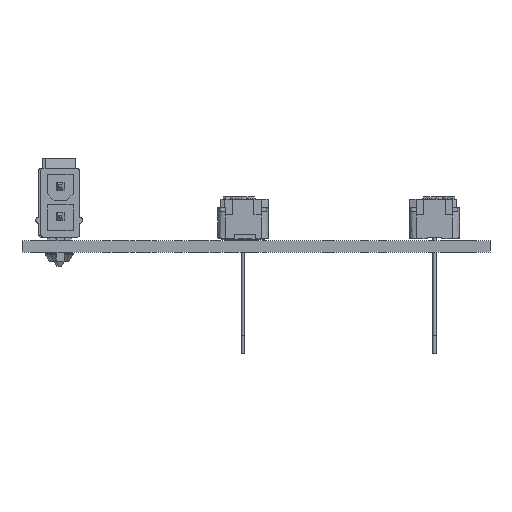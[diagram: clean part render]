
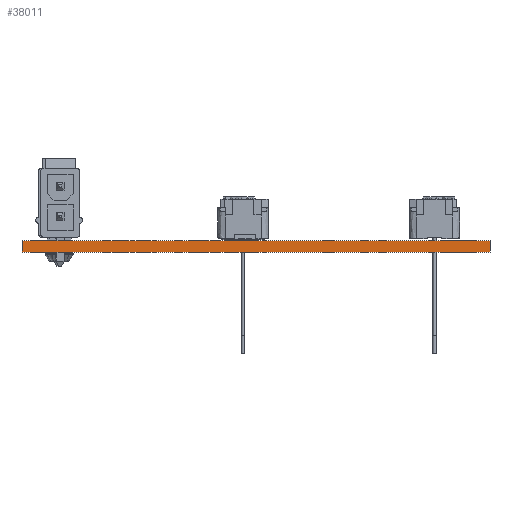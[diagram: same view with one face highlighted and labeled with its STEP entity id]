
A CAD part, left-side view. The second image highlights one B-rep face of the part: STEP entity #38011.
In plain terms, the highlighted planar face has unit normal (-1, 0, 0).
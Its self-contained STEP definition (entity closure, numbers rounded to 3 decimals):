
#38011 = ADVANCED_FACE('',(#38012),#38026,.T.);
#38012 = FACE_BOUND('',#38013,.T.);
#38013 = EDGE_LOOP('',(#38014,#38049,#38077,#38105));
#38014 = ORIENTED_EDGE('',*,*,#38015,.T.);
#38015 = EDGE_CURVE('',#38016,#38018,#38020,.T.);
#38016 = VERTEX_POINT('',#38017);
#38017 = CARTESIAN_POINT('',(72.457,-142.83,0.));
#38018 = VERTEX_POINT('',#38019);
#38019 = CARTESIAN_POINT('',(72.457,-142.83,1.6));
#38020 = SURFACE_CURVE('',#38021,(#38025,#38037),.PCURVE_S1.);
#38021 = LINE('',#38022,#38023);
#38022 = CARTESIAN_POINT('',(72.457,-142.83,0.));
#38023 = VECTOR('',#38024,1.);
#38024 = DIRECTION('',(0.,0.,1.));
#38025 = PCURVE('',#38026,#38031);
#38026 = PLANE('',#38027);
#38027 = AXIS2_PLACEMENT_3D('',#38028,#38029,#38030);
#38028 = CARTESIAN_POINT('',(72.457,-142.83,0.));
#38029 = DIRECTION('',(-1.,0.,0.));
#38030 = DIRECTION('',(0.,1.,0.));
#38031 = DEFINITIONAL_REPRESENTATION('',(#38032),#38036);
#38032 = LINE('',#38033,#38034);
#38033 = CARTESIAN_POINT('',(0.,0.));
#38034 = VECTOR('',#38035,1.);
#38035 = DIRECTION('',(0.,-1.));
#38036 = ( GEOMETRIC_REPRESENTATION_CONTEXT(2) 
PARAMETRIC_REPRESENTATION_CONTEXT() REPRESENTATION_CONTEXT('2D SPACE',''
  ) );
#38037 = PCURVE('',#38038,#38043);
#38038 = PLANE('',#38039);
#38039 = AXIS2_PLACEMENT_3D('',#38040,#38041,#38042);
#38040 = CARTESIAN_POINT('',(137.457,-142.83,0.));
#38041 = DIRECTION('',(0.,-1.,0.));
#38042 = DIRECTION('',(-1.,0.,0.));
#38043 = DEFINITIONAL_REPRESENTATION('',(#38044),#38048);
#38044 = LINE('',#38045,#38046);
#38045 = CARTESIAN_POINT('',(65.,0.));
#38046 = VECTOR('',#38047,1.);
#38047 = DIRECTION('',(0.,-1.));
#38048 = ( GEOMETRIC_REPRESENTATION_CONTEXT(2) 
PARAMETRIC_REPRESENTATION_CONTEXT() REPRESENTATION_CONTEXT('2D SPACE',''
  ) );
#38049 = ORIENTED_EDGE('',*,*,#38050,.T.);
#38050 = EDGE_CURVE('',#38018,#38051,#38053,.T.);
#38051 = VERTEX_POINT('',#38052);
#38052 = CARTESIAN_POINT('',(72.457,-77.83,1.6));
#38053 = SURFACE_CURVE('',#38054,(#38058,#38065),.PCURVE_S1.);
#38054 = LINE('',#38055,#38056);
#38055 = CARTESIAN_POINT('',(72.457,-142.83,1.6));
#38056 = VECTOR('',#38057,1.);
#38057 = DIRECTION('',(0.,1.,0.));
#38058 = PCURVE('',#38026,#38059);
#38059 = DEFINITIONAL_REPRESENTATION('',(#38060),#38064);
#38060 = LINE('',#38061,#38062);
#38061 = CARTESIAN_POINT('',(0.,-1.6));
#38062 = VECTOR('',#38063,1.);
#38063 = DIRECTION('',(1.,0.));
#38064 = ( GEOMETRIC_REPRESENTATION_CONTEXT(2) 
PARAMETRIC_REPRESENTATION_CONTEXT() REPRESENTATION_CONTEXT('2D SPACE',''
  ) );
#38065 = PCURVE('',#38066,#38071);
#38066 = PLANE('',#38067);
#38067 = AXIS2_PLACEMENT_3D('',#38068,#38069,#38070);
#38068 = CARTESIAN_POINT('',(104.957,-110.33,1.6));
#38069 = DIRECTION('',(-0.,-0.,-1.));
#38070 = DIRECTION('',(-1.,0.,0.));
#38071 = DEFINITIONAL_REPRESENTATION('',(#38072),#38076);
#38072 = LINE('',#38073,#38074);
#38073 = CARTESIAN_POINT('',(32.5,-32.5));
#38074 = VECTOR('',#38075,1.);
#38075 = DIRECTION('',(0.,1.));
#38076 = ( GEOMETRIC_REPRESENTATION_CONTEXT(2) 
PARAMETRIC_REPRESENTATION_CONTEXT() REPRESENTATION_CONTEXT('2D SPACE',''
  ) );
#38077 = ORIENTED_EDGE('',*,*,#38078,.F.);
#38078 = EDGE_CURVE('',#38079,#38051,#38081,.T.);
#38079 = VERTEX_POINT('',#38080);
#38080 = CARTESIAN_POINT('',(72.457,-77.83,0.));
#38081 = SURFACE_CURVE('',#38082,(#38086,#38093),.PCURVE_S1.);
#38082 = LINE('',#38083,#38084);
#38083 = CARTESIAN_POINT('',(72.457,-77.83,0.));
#38084 = VECTOR('',#38085,1.);
#38085 = DIRECTION('',(0.,0.,1.));
#38086 = PCURVE('',#38026,#38087);
#38087 = DEFINITIONAL_REPRESENTATION('',(#38088),#38092);
#38088 = LINE('',#38089,#38090);
#38089 = CARTESIAN_POINT('',(65.,0.));
#38090 = VECTOR('',#38091,1.);
#38091 = DIRECTION('',(0.,-1.));
#38092 = ( GEOMETRIC_REPRESENTATION_CONTEXT(2) 
PARAMETRIC_REPRESENTATION_CONTEXT() REPRESENTATION_CONTEXT('2D SPACE',''
  ) );
#38093 = PCURVE('',#38094,#38099);
#38094 = PLANE('',#38095);
#38095 = AXIS2_PLACEMENT_3D('',#38096,#38097,#38098);
#38096 = CARTESIAN_POINT('',(72.457,-77.83,0.));
#38097 = DIRECTION('',(0.,1.,0.));
#38098 = DIRECTION('',(1.,0.,0.));
#38099 = DEFINITIONAL_REPRESENTATION('',(#38100),#38104);
#38100 = LINE('',#38101,#38102);
#38101 = CARTESIAN_POINT('',(0.,0.));
#38102 = VECTOR('',#38103,1.);
#38103 = DIRECTION('',(0.,-1.));
#38104 = ( GEOMETRIC_REPRESENTATION_CONTEXT(2) 
PARAMETRIC_REPRESENTATION_CONTEXT() REPRESENTATION_CONTEXT('2D SPACE',''
  ) );
#38105 = ORIENTED_EDGE('',*,*,#38106,.F.);
#38106 = EDGE_CURVE('',#38016,#38079,#38107,.T.);
#38107 = SURFACE_CURVE('',#38108,(#38112,#38119),.PCURVE_S1.);
#38108 = LINE('',#38109,#38110);
#38109 = CARTESIAN_POINT('',(72.457,-142.83,0.));
#38110 = VECTOR('',#38111,1.);
#38111 = DIRECTION('',(0.,1.,0.));
#38112 = PCURVE('',#38026,#38113);
#38113 = DEFINITIONAL_REPRESENTATION('',(#38114),#38118);
#38114 = LINE('',#38115,#38116);
#38115 = CARTESIAN_POINT('',(0.,0.));
#38116 = VECTOR('',#38117,1.);
#38117 = DIRECTION('',(1.,0.));
#38118 = ( GEOMETRIC_REPRESENTATION_CONTEXT(2) 
PARAMETRIC_REPRESENTATION_CONTEXT() REPRESENTATION_CONTEXT('2D SPACE',''
  ) );
#38119 = PCURVE('',#38120,#38125);
#38120 = PLANE('',#38121);
#38121 = AXIS2_PLACEMENT_3D('',#38122,#38123,#38124);
#38122 = CARTESIAN_POINT('',(104.957,-110.33,0.));
#38123 = DIRECTION('',(-0.,-0.,-1.));
#38124 = DIRECTION('',(-1.,0.,0.));
#38125 = DEFINITIONAL_REPRESENTATION('',(#38126),#38130);
#38126 = LINE('',#38127,#38128);
#38127 = CARTESIAN_POINT('',(32.5,-32.5));
#38128 = VECTOR('',#38129,1.);
#38129 = DIRECTION('',(0.,1.));
#38130 = ( GEOMETRIC_REPRESENTATION_CONTEXT(2) 
PARAMETRIC_REPRESENTATION_CONTEXT() REPRESENTATION_CONTEXT('2D SPACE',''
  ) );
